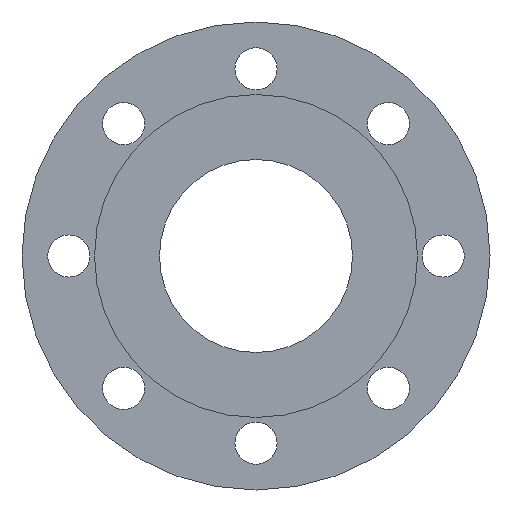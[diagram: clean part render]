
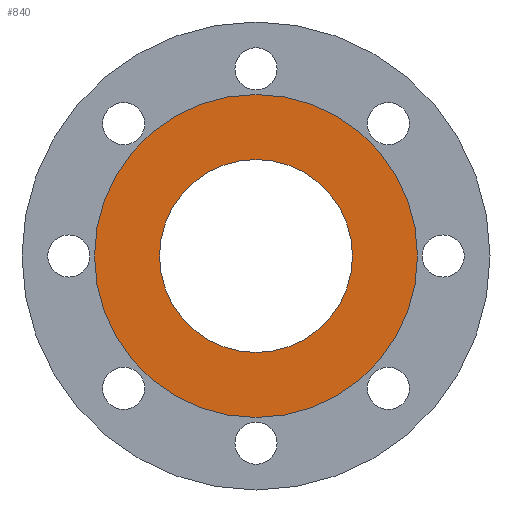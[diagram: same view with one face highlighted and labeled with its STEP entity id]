
A CAD part, front view. The second image highlights one B-rep face of the part: STEP entity #840.
In plain terms, the highlighted planar face has unit normal (0, -1, 0).
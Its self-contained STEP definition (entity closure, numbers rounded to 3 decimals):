
#81 = DIRECTION ( 'NONE',  ( 0., -1., 0. ) ) ;
#154 = CIRCLE ( 'NONE', #265, 41.25 ) ;
#191 = AXIS2_PLACEMENT_3D ( 'NONE', #416, #835, #486 ) ;
#250 = FACE_BOUND ( 'NONE', #943, .T. ) ;
#265 = AXIS2_PLACEMENT_3D ( 'NONE', #695, #1046, #877 ) ;
#266 = EDGE_CURVE ( 'NONE', #683, #504, #639, .T. ) ;
#290 = AXIS2_PLACEMENT_3D ( 'NONE', #566, #1080, #666 ) ;
#338 = AXIS2_PLACEMENT_3D ( 'NONE', #533, #977, #875 ) ;
#356 = CIRCLE ( 'NONE', #191, 41.25 ) ;
#369 = EDGE_CURVE ( 'NONE', #827, #979, #356, .T. ) ;
#409 = PLANE ( 'NONE',  #972 ) ;
#416 = CARTESIAN_POINT ( 'NONE',  ( 0., 0., 0. ) ) ;
#418 = FACE_OUTER_BOUND ( 'NONE', #1087, .T. ) ;
#419 = EDGE_CURVE ( 'NONE', #504, #683, #798, .T. ) ;
#424 = DIRECTION ( 'NONE',  ( 0., 0., -1. ) ) ;
#486 = DIRECTION ( 'NONE',  ( 0., 0., 1. ) ) ;
#504 = VERTEX_POINT ( 'NONE', #919 ) ;
#533 = CARTESIAN_POINT ( 'NONE',  ( 0., 0., 0. ) ) ;
#566 = CARTESIAN_POINT ( 'NONE',  ( 0., 0., 0. ) ) ;
#583 = CARTESIAN_POINT ( 'NONE',  ( 0., 0., 41.25 ) ) ;
#639 = CIRCLE ( 'NONE', #338, 69. ) ;
#666 = DIRECTION ( 'NONE',  ( 0., 0., 1. ) ) ;
#683 = VERTEX_POINT ( 'NONE', #955 ) ;
#688 = ORIENTED_EDGE ( 'NONE', *, *, #266, .F. ) ;
#695 = CARTESIAN_POINT ( 'NONE',  ( 0., 0., 0. ) ) ;
#798 = CIRCLE ( 'NONE', #290, 69. ) ;
#827 = VERTEX_POINT ( 'NONE', #583 ) ;
#835 = DIRECTION ( 'NONE',  ( 0., 1., 0. ) ) ;
#840 = ADVANCED_FACE ( 'NONE', ( #250, #418 ), #409, .T. ) ;
#850 = ORIENTED_EDGE ( 'NONE', *, *, #369, .T. ) ;
#871 = CARTESIAN_POINT ( 'NONE',  ( 0., 0., -41.25 ) ) ;
#875 = DIRECTION ( 'NONE',  ( 0., 0., 1. ) ) ;
#877 = DIRECTION ( 'NONE',  ( 0., 0., 1. ) ) ;
#912 = ORIENTED_EDGE ( 'NONE', *, *, #419, .F. ) ;
#919 = CARTESIAN_POINT ( 'NONE',  ( 0., 0., -69. ) ) ;
#943 = EDGE_LOOP ( 'NONE', ( #850, #982 ) ) ;
#955 = CARTESIAN_POINT ( 'NONE',  ( 0., 0., 69. ) ) ;
#972 = AXIS2_PLACEMENT_3D ( 'NONE', #1100, #81, #424 ) ;
#977 = DIRECTION ( 'NONE',  ( 0., 1., 0. ) ) ;
#979 = VERTEX_POINT ( 'NONE', #871 ) ;
#982 = ORIENTED_EDGE ( 'NONE', *, *, #1002, .T. ) ;
#1002 = EDGE_CURVE ( 'NONE', #979, #827, #154, .T. ) ;
#1046 = DIRECTION ( 'NONE',  ( 0., 1., 0. ) ) ;
#1080 = DIRECTION ( 'NONE',  ( 0., 1., 0. ) ) ;
#1087 = EDGE_LOOP ( 'NONE', ( #688, #912 ) ) ;
#1100 = CARTESIAN_POINT ( 'NONE',  ( 0., 0., 41.25 ) ) ;
